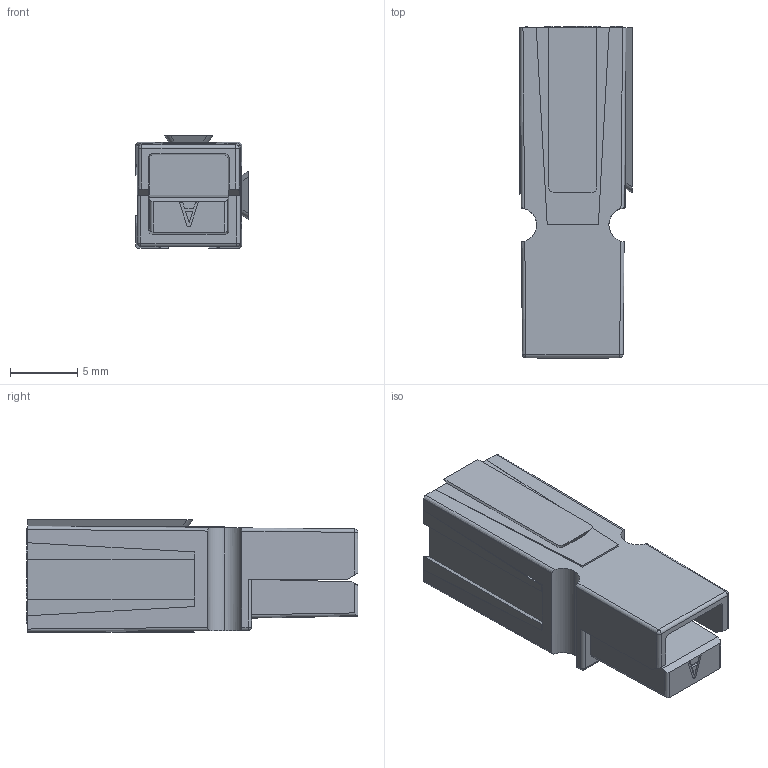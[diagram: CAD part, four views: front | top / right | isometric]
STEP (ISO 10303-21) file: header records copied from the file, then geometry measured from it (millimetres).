
FILE_DESCRIPTION(('FreeCAD Model'),'2;1');
FILE_NAME( 'APP_PP1545-ORANGE.step', '2019-05-15T23:27:46',('Author'),(''), 'Open CASCADE STEP processor 7.2','FreeCAD','Unknown');
FILE_SCHEMA(('AUTOMOTIVE_DESIGN { 1 0 10303 214 1 1 1 1 }'));
Length unit declared in the file: millimetre
Products named in the file (1): Shapes
Bounding box: 8.41 x 24.71 x 8.41 mm (x, y, z)
Volume: 1183.4 mm3; surface area: 1111.1 mm2
Topology: 1 solids, 1 shells, 287 faces, 778 edges, 512 vertices
Faces by surface type: plane 199, bspline 54, cylinder 30, sphere 4
Entity records: 27795 total; most frequent: CARTESIAN_POINT 11282, DIRECTION 2301, LINE 1792, VECTOR 1792, ORIENTED_EDGE 1548, PCURVE 1548, DEFINITIONAL_REPRESENTATION 1548, EDGE_CURVE 774
